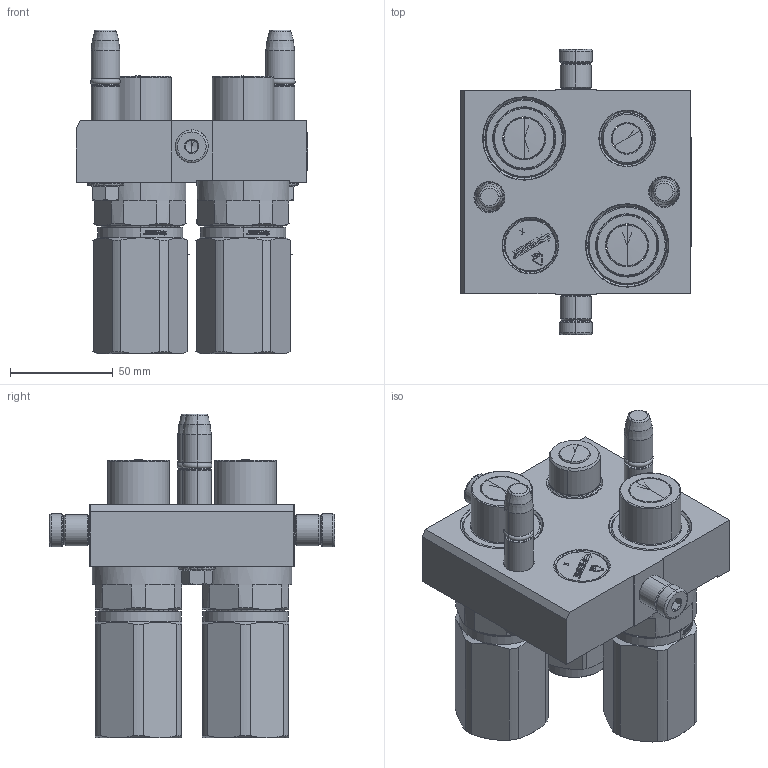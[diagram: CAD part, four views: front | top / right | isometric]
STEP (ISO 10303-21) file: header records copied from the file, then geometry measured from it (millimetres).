
FILE_DESCRIPTION (( 'STEP AP214' ), '1' );
FILE_NAME ('FASTER.step', '2022-12-20T10:10:19', ( '' ), ( '' ), 'SwSTEP 2.0', 'SolidWorks 2017', '' );
FILE_SCHEMA (( 'AUTOMOTIVE_DESIGN' ));
Length unit declared in the file: millimetre
Products named in the file (14): 3ffnp34-1gas_m; FASTER; 4830_013_3000_030; 1540_080_0008_000; or2_62x9_19_m; 3ffnp12-34g_m; et002; TAPPO_12; 4830_010_0000_032; P510_M_BASE; 4830_028_1000_011; 4830_021_0000_000
Assembly tree (19 placements, depth 3):
  FASTER
    P510_M_BASE
      4830_010_0000_032
      4830_013_3000_030  x2
      4830_028_1000_011  x2
      4830_021_0000_000  x2
      1540_080_0008_000  x2
      or2_62x9_19_m  x2
    3ffnp34-1gas_m  x2
      3ffnp34-1gas_m
    TAPPO_12
    3ffnp12-34g_m
      3ffnp12-34g_m
    et002
Bounding box: 112.3 x 138.6 x 157.35 mm (x, y, z)
Volume: 14420.4 mm3; surface area: 144745.1 mm2
Topology: 6 solids, 49 shells, 2286 faces, 6767 edges, 4482 vertices
Faces by surface type: plane 1370, cylinder 396, cone 297, torus 126, bspline 97
Entity records: 79932 total; most frequent: CARTESIAN_POINT 20881, ORIENTED_EDGE 10310, DIRECTION 9439, EDGE_CURVE 5526, VECTOR 3735, LINE 3735, VERTEX_POINT 3673, AXIS2_PLACEMENT_3D 2852
